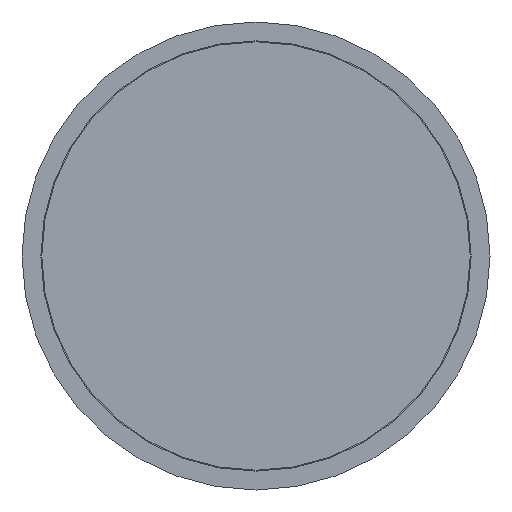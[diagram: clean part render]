
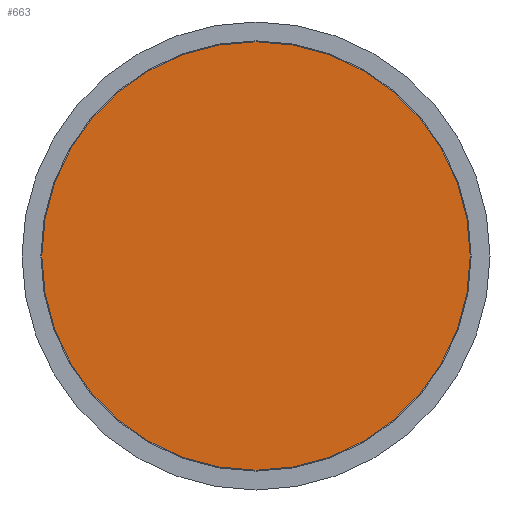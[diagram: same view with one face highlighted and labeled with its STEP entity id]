
A CAD part, front view. The second image highlights one B-rep face of the part: STEP entity #663.
In plain terms, the highlighted planar face has unit normal (0, -1, 0).
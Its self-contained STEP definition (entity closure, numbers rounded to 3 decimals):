
#4 = DIRECTION ( 'NONE',  ( 0., -1., 0. ) ) ;
#33 = ORIENTED_EDGE ( 'NONE', *, *, #462, .T. ) ;
#34 = CARTESIAN_POINT ( 'NONE',  ( 0., 0., -56.75 ) ) ;
#214 = CIRCLE ( 'NONE', #695, 56.75 ) ;
#216 = AXIS2_PLACEMENT_3D ( 'NONE', #968, #545, #856 ) ;
#335 = VERTEX_POINT ( 'NONE', #34 ) ;
#379 = CARTESIAN_POINT ( 'NONE',  ( 0., 0., 0. ) ) ;
#400 = PLANE ( 'NONE',  #216 ) ;
#462 = EDGE_CURVE ( 'NONE', #335, #335, #214, .T. ) ;
#545 = DIRECTION ( 'NONE',  ( 0., 1., 0. ) ) ;
#609 = DIRECTION ( 'NONE',  ( 0., 0., -1. ) ) ;
#645 = FACE_OUTER_BOUND ( 'NONE', #963, .T. ) ;
#663 = ADVANCED_FACE ( 'NONE', ( #645 ), #400, .F. ) ;
#695 = AXIS2_PLACEMENT_3D ( 'NONE', #379, #4, #609 ) ;
#856 = DIRECTION ( 'NONE',  ( 0., 0., 1. ) ) ;
#963 = EDGE_LOOP ( 'NONE', ( #33 ) ) ;
#968 = CARTESIAN_POINT ( 'NONE',  ( -56.75, 0., 0. ) ) ;
